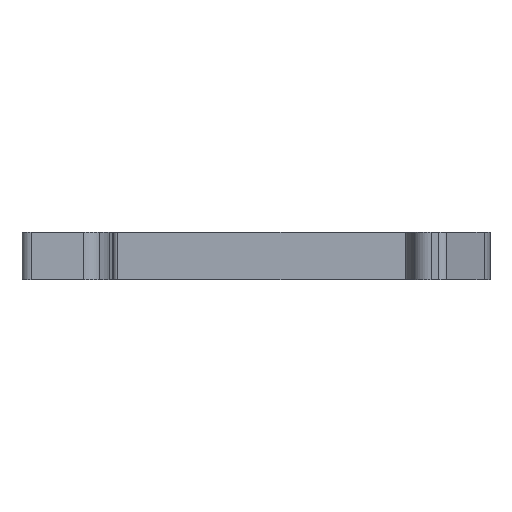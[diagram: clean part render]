
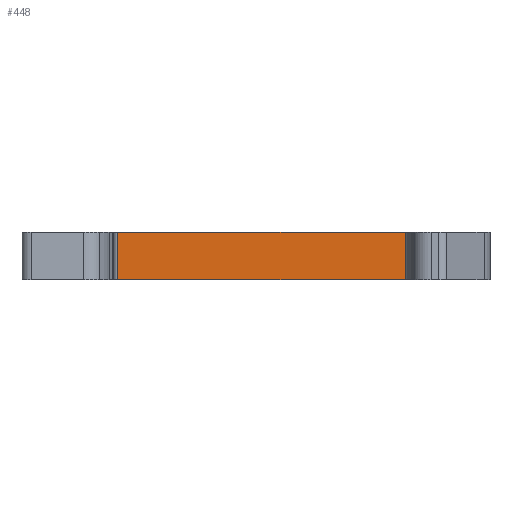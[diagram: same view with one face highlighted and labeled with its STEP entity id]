
A CAD part, front view. The second image highlights one B-rep face of the part: STEP entity #448.
In plain terms, the highlighted planar face has unit normal (0, -1, 0).
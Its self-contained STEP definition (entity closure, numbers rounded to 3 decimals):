
#448=ADVANCED_FACE('',(#857),#667,.T.);
#667=PLANE('',#4981);
#857=FACE_OUTER_BOUND('',#1097,.T.);
#1097=EDGE_LOOP('',(#1572,#1573,#1574,#1575));
#1572=ORIENTED_EDGE('',*,*,#3372,.T.);
#1573=ORIENTED_EDGE('',*,*,#3373,.F.);
#1574=ORIENTED_EDGE('',*,*,#3370,.F.);
#1575=ORIENTED_EDGE('',*,*,#3374,.T.);
#2848=VERTEX_POINT('',#7086);
#2849=VERTEX_POINT('',#7088);
#2850=VERTEX_POINT('',#7092);
#2851=VERTEX_POINT('',#7093);
#3370=EDGE_CURVE('',#2848,#2849,#4009,.T.);
#3372=EDGE_CURVE('',#2850,#2851,#4010,.T.);
#3373=EDGE_CURVE('',#2849,#2851,#4011,.T.);
#3374=EDGE_CURVE('',#2848,#2850,#4012,.T.);
#4009=LINE('',#7087,#4521);
#4010=LINE('',#7091,#4522);
#4011=LINE('',#7094,#4523);
#4012=LINE('',#7095,#4524);
#4521=VECTOR('',#5680,1.);
#4522=VECTOR('',#5685,1.);
#4523=VECTOR('',#5686,1.);
#4524=VECTOR('',#5687,1.);
#4981=AXIS2_PLACEMENT_3D('',#7096,#5688,#5689);
#5680=DIRECTION('',(0.,0.,1.));
#5685=DIRECTION('',(0.,0.,1.));
#5686=DIRECTION('',(1.,0.,0.));
#5687=DIRECTION('',(1.,0.,0.));
#5688=DIRECTION('',(0.,-1.,0.));
#5689=DIRECTION('',(-1.,0.,0.));
#7086=CARTESIAN_POINT('',(-12.726,-5.107,-5.2));
#7087=CARTESIAN_POINT('',(-12.726,-5.107,-5.2));
#7088=CARTESIAN_POINT('',(-12.726,-5.107,0.));
#7091=CARTESIAN_POINT('',(19.85,-5.107,-5.2));
#7092=CARTESIAN_POINT('',(19.85,-5.107,-5.2));
#7093=CARTESIAN_POINT('',(19.85,-5.107,0.));
#7094=CARTESIAN_POINT('',(26.742,-5.107,0.));
#7095=CARTESIAN_POINT('',(-12.726,-5.107,-5.2));
#7096=CARTESIAN_POINT('',(-12.726,-5.107,-5.2));
